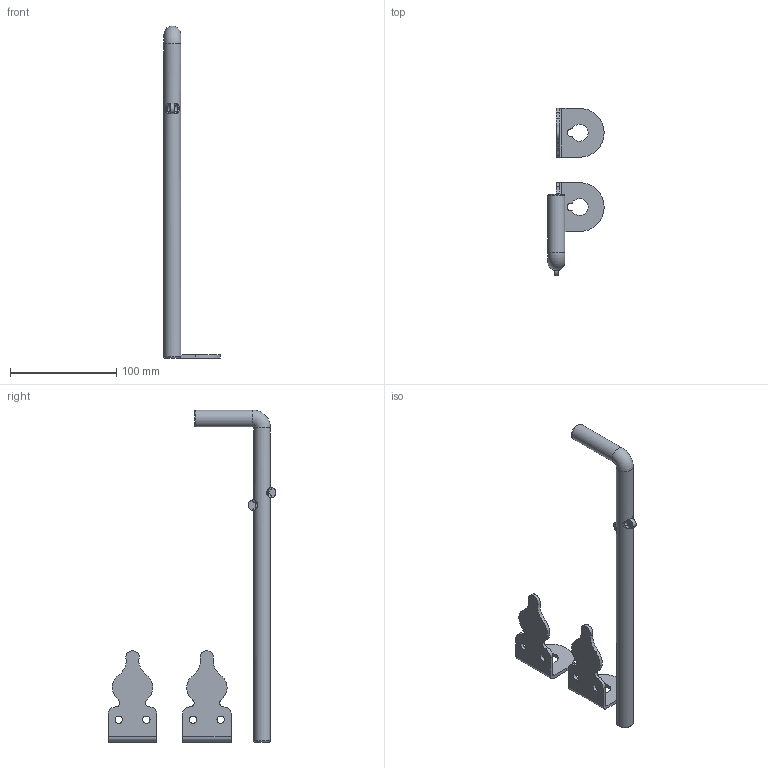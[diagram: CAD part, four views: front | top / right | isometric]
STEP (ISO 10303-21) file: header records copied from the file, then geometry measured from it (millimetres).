
FILE_DESCRIPTION(/* description */ (''),/* implementation_level */ '2;1');
FILE_NAME(/* name */ '52-500-0.step',/* time_stamp */ '2020-09-09T15:44:52-04:00',/* author */ (''),/* organization */ (''),/* preprocessor_version */ 'ST-DEVELOPER v18.1',/* originating_system */ 'Autodesk Translation Framework v9.3.0.1241',/* authorisation */ '');
FILE_SCHEMA (('AUTOMOTIVE_DESIGN { 1 0 10303 214 3 1 1 }'));
Length unit declared in the file: millimetre
Products named in the file (1): 52-500-0
Bounding box: 52.94 x 158 x 312.74 mm (x, y, z)
Volume: 98313.4 mm3; surface area: 37889.7 mm2
Topology: 3 solids, 3 shells, 89 faces, 242 edges, 161 vertices
Faces by surface type: cylinder 38, plane 26, bspline 16, torus 5, cone 4
Full cylindrical faces by diameter (mm): 6.965 x4, 15.875 x2
Entity records: 3954 total; most frequent: CARTESIAN_POINT 1714, ORIENTED_EDGE 484, DIRECTION 432, EDGE_CURVE 242, AXIS2_PLACEMENT_3D 178, VERTEX_POINT 161, CIRCLE 104, EDGE_LOOP 103
